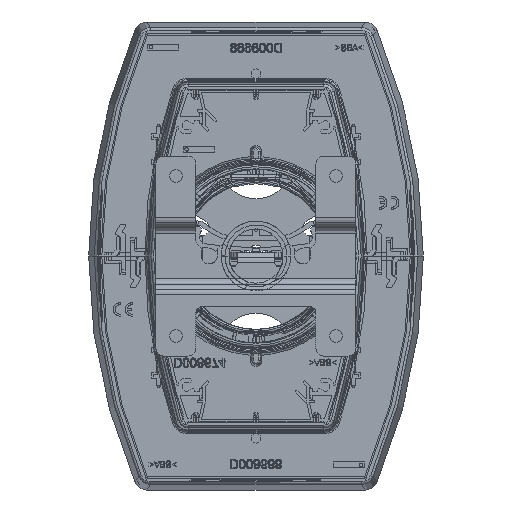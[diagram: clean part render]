
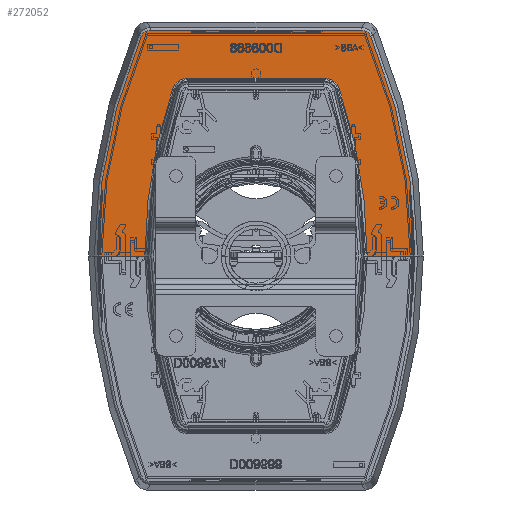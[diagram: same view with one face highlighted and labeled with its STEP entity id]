
A CAD part, left-side view. The second image highlights one B-rep face of the part: STEP entity #272052.
In plain terms, the highlighted planar face has unit normal (-1, 0, 0).
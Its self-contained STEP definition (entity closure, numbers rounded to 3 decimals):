
#271939=AXIS2_PLACEMENT_3D('Circle Axis2P3D',#271937,#271938,$) ;
#271959=AXIS2_PLACEMENT_3D('Plane Axis2P3D',#271956,#271957,#271958) ;
#271963=AXIS2_PLACEMENT_3D('Circle Axis2P3D',#271961,#271962,$) ;
#271970=AXIS2_PLACEMENT_3D('Circle Axis2P3D',#271968,#271969,$) ;
#271984=AXIS2_PLACEMENT_3D('Circle Axis2P3D',#271982,#271983,$) ;
#271989=AXIS2_PLACEMENT_3D('Circle Axis2P3D',#271987,#271988,$) ;
#272035=AXIS2_PLACEMENT_3D('Circle Axis2P3D',#272033,#272034,$) ;
#241290=CARTESIAN_POINT('Vertex',(2001.,-59.646,-11.)) ;
#241293=CARTESIAN_POINT('Line Origine',(2001.,-50.649,-11.)) ;
#241297=CARTESIAN_POINT('Vertex',(2001.,-41.652,-11.)) ;
#241718=CARTESIAN_POINT('Vertex',(2001.,41.652,-11.)) ;
#241721=CARTESIAN_POINT('Line Origine',(2001.,50.649,-11.)) ;
#241725=CARTESIAN_POINT('Vertex',(2001.,59.646,-11.)) ;
#271937=CARTESIAN_POINT('Axis2P3D Location',(2001.,152.5,-11.)) ;
#271941=CARTESIAN_POINT('Vertex',(2001.,-31.265,51.655)) ;
#271956=CARTESIAN_POINT('Axis2P3D Location',(2001.,0.,-11.)) ;
#271961=CARTESIAN_POINT('Axis2P3D Location',(2001.,-152.5,-11.)) ;
#271965=CARTESIAN_POINT('Vertex',(2001.,31.265,51.655)) ;
#271968=CARTESIAN_POINT('Axis2P3D Location',(2001.,25.678,49.75)) ;
#271972=CARTESIAN_POINT('Vertex',(2001.,25.678,55.652)) ;
#271975=CARTESIAN_POINT('Line Origine',(2001.,0.,55.652)) ;
#271979=CARTESIAN_POINT('Vertex',(2001.,-25.678,55.652)) ;
#271982=CARTESIAN_POINT('Axis2P3D Location',(2001.,-25.678,49.75)) ;
#271987=CARTESIAN_POINT('Axis2P3D Location',(2001.,152.5,-11.)) ;
#271991=CARTESIAN_POINT('Vertex',(2001.,-43.02,71.33)) ;
#271995=CARTESIAN_POINT('Control Point',(2001.,-39.531,73.646)) ;
#271996=CARTESIAN_POINT('Control Point',(2001.,-39.78,73.646)) ;
#271997=CARTESIAN_POINT('Control Point',(2001.,-40.03,73.626)) ;
#271998=CARTESIAN_POINT('Control Point',(2001.,-40.277,73.585)) ;
#271999=CARTESIAN_POINT('Control Point',(2001.,-40.885,73.432)) ;
#272000=CARTESIAN_POINT('Control Point',(2001.,-41.45,73.157)) ;
#272001=CARTESIAN_POINT('Control Point',(2001.,-41.768,72.95)) ;
#272002=CARTESIAN_POINT('Control Point',(2001.,-42.259,72.535)) ;
#272003=CARTESIAN_POINT('Control Point',(2001.,-42.651,72.029)) ;
#272004=CARTESIAN_POINT('Control Point',(2001.,-42.794,71.806)) ;
#272005=CARTESIAN_POINT('Control Point',(2001.,-42.917,71.573)) ;
#272006=CARTESIAN_POINT('Control Point',(2001.,-43.02,71.33)) ;
#272007=CARTESIAN_POINT('Vertex',(2001.,-39.531,73.646)) ;
#272010=CARTESIAN_POINT('Line Origine',(2001.,0.,73.646)) ;
#272014=CARTESIAN_POINT('Vertex',(2001.,39.531,73.646)) ;
#272018=CARTESIAN_POINT('Control Point',(2001.,43.02,71.33)) ;
#272019=CARTESIAN_POINT('Control Point',(2001.,42.917,71.573)) ;
#272020=CARTESIAN_POINT('Control Point',(2001.,42.794,71.806)) ;
#272021=CARTESIAN_POINT('Control Point',(2001.,42.651,72.029)) ;
#272022=CARTESIAN_POINT('Control Point',(2001.,42.259,72.535)) ;
#272023=CARTESIAN_POINT('Control Point',(2001.,41.768,72.95)) ;
#272024=CARTESIAN_POINT('Control Point',(2001.,41.45,73.157)) ;
#272025=CARTESIAN_POINT('Control Point',(2001.,40.885,73.432)) ;
#272026=CARTESIAN_POINT('Control Point',(2001.,40.277,73.585)) ;
#272027=CARTESIAN_POINT('Control Point',(2001.,40.03,73.626)) ;
#272028=CARTESIAN_POINT('Control Point',(2001.,39.78,73.646)) ;
#272029=CARTESIAN_POINT('Control Point',(2001.,39.531,73.646)) ;
#272030=CARTESIAN_POINT('Vertex',(2001.,43.02,71.33)) ;
#272033=CARTESIAN_POINT('Axis2P3D Location',(2001.,-152.5,-11.)) ;
#241294=DIRECTION('Vector Direction',(0.,-1.,0.)) ;
#241722=DIRECTION('Vector Direction',(0.,1.,0.)) ;
#271938=DIRECTION('Axis2P3D Direction',(-1.,0.,0.)) ;
#271957=DIRECTION('Axis2P3D Direction',(-1.,0.,0.)) ;
#271958=DIRECTION('Axis2P3D XDirection',(0.,-1.,0.)) ;
#271962=DIRECTION('Axis2P3D Direction',(-1.,0.,0.)) ;
#271969=DIRECTION('Axis2P3D Direction',(-1.,0.,0.)) ;
#271976=DIRECTION('Vector Direction',(0.,-1.,0.)) ;
#271983=DIRECTION('Axis2P3D Direction',(-1.,0.,0.)) ;
#271988=DIRECTION('Axis2P3D Direction',(-1.,0.,0.)) ;
#272011=DIRECTION('Vector Direction',(0.,-1.,0.)) ;
#272034=DIRECTION('Axis2P3D Direction',(-1.,0.,0.)) ;
#241295=VECTOR('Line Direction',#241294,1.) ;
#241723=VECTOR('Line Direction',#241722,1.) ;
#271977=VECTOR('Line Direction',#271976,1.) ;
#272012=VECTOR('Line Direction',#272011,1.) ;
#272039=ORIENTED_EDGE('',*,*,#241727,.F.) ;
#272040=ORIENTED_EDGE('',*,*,#271967,.F.) ;
#272041=ORIENTED_EDGE('',*,*,#271974,.F.) ;
#272042=ORIENTED_EDGE('',*,*,#271981,.F.) ;
#272043=ORIENTED_EDGE('',*,*,#271986,.F.) ;
#272044=ORIENTED_EDGE('',*,*,#271943,.F.) ;
#272045=ORIENTED_EDGE('',*,*,#241299,.F.) ;
#272046=ORIENTED_EDGE('',*,*,#271993,.T.) ;
#272047=ORIENTED_EDGE('',*,*,#272009,.T.) ;
#272048=ORIENTED_EDGE('',*,*,#272016,.T.) ;
#272049=ORIENTED_EDGE('',*,*,#272032,.T.) ;
#272050=ORIENTED_EDGE('',*,*,#272037,.T.) ;
#272052=ADVANCED_FACE('D008668.1\\Corps principal',(#272051),#271960,.T.) ;
#271994=B_SPLINE_CURVE_WITH_KNOTS('',5,(#271995,#271996,#271997,#271998,#271999,#272000,#272001,#272002,#272003,#272004,#272005,#272006),.UNSPECIFIED.,.F.,.U.,(6,3,3,6),(1.311,3.151,5.912,7.852),.UNSPECIFIED.) ;
#272017=B_SPLINE_CURVE_WITH_KNOTS('',5,(#272018,#272019,#272020,#272021,#272022,#272023,#272024,#272025,#272026,#272027,#272028,#272029),.UNSPECIFIED.,.F.,.U.,(6,3,3,6),(1.311,3.252,6.012,7.852),.UNSPECIFIED.) ;
#271940=CIRCLE('generated circle',#271939,194.152) ;
#271964=CIRCLE('generated circle',#271963,194.152) ;
#271971=CIRCLE('generated circle',#271970,5.902) ;
#271985=CIRCLE('generated circle',#271984,5.902) ;
#271990=CIRCLE('generated circle',#271989,212.146) ;
#272036=CIRCLE('generated circle',#272035,212.146) ;
#241299=EDGE_CURVE('',#241291,#241298,#241296,.F.) ;
#241727=EDGE_CURVE('',#241719,#241726,#241724,.T.) ;
#271943=EDGE_CURVE('',#241298,#271942,#271940,.T.) ;
#271967=EDGE_CURVE('',#271966,#241719,#271964,.T.) ;
#271974=EDGE_CURVE('',#271973,#271966,#271971,.T.) ;
#271981=EDGE_CURVE('',#271980,#271973,#271978,.F.) ;
#271986=EDGE_CURVE('',#271942,#271980,#271985,.T.) ;
#271993=EDGE_CURVE('',#241291,#271992,#271990,.T.) ;
#272009=EDGE_CURVE('',#271992,#272008,#271994,.F.) ;
#272016=EDGE_CURVE('',#272008,#272015,#272013,.F.) ;
#272032=EDGE_CURVE('',#272015,#272031,#272017,.F.) ;
#272037=EDGE_CURVE('',#272031,#241726,#272036,.T.) ;
#272038=EDGE_LOOP('',(#272039,#272040,#272041,#272042,#272043,#272044,#272045,#272046,#272047,#272048,#272049,#272050)) ;
#272051=FACE_OUTER_BOUND('',#272038,.T.) ;
#241296=LINE('Line',#241293,#241295) ;
#241724=LINE('Line',#241721,#241723) ;
#271978=LINE('Line',#271975,#271977) ;
#272013=LINE('Line',#272010,#272012) ;
#271960=PLANE('',#271959) ;
#241291=VERTEX_POINT('',#241290) ;
#241298=VERTEX_POINT('',#241297) ;
#241719=VERTEX_POINT('',#241718) ;
#241726=VERTEX_POINT('',#241725) ;
#271942=VERTEX_POINT('',#271941) ;
#271966=VERTEX_POINT('',#271965) ;
#271973=VERTEX_POINT('',#271972) ;
#271980=VERTEX_POINT('',#271979) ;
#271992=VERTEX_POINT('',#271991) ;
#272008=VERTEX_POINT('',#272007) ;
#272015=VERTEX_POINT('',#272014) ;
#272031=VERTEX_POINT('',#272030) ;
